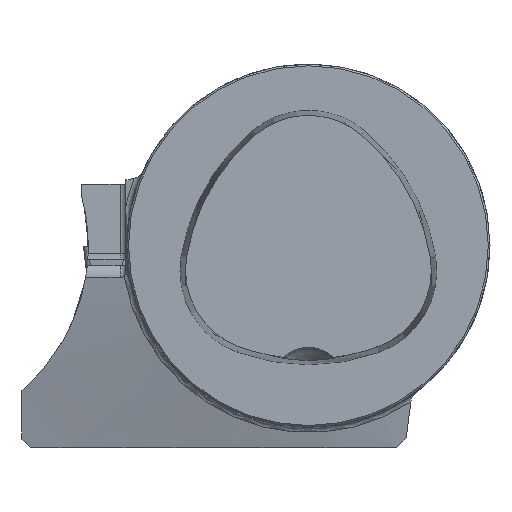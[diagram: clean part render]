
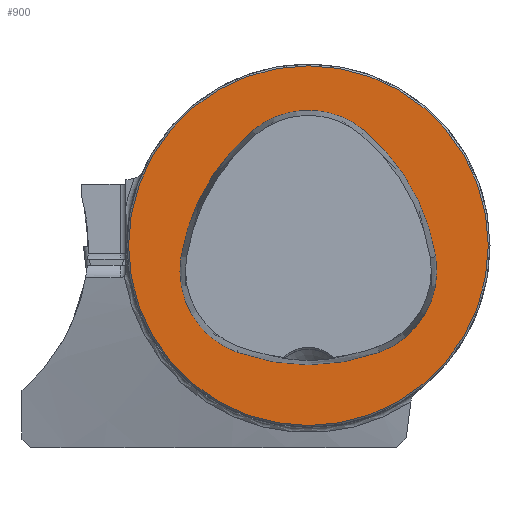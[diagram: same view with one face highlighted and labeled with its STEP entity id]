
A CAD part, top view. The second image highlights one B-rep face of the part: STEP entity #900.
In plain terms, the highlighted planar face has unit normal (0, 0, 1).
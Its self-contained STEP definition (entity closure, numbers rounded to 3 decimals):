
#132=FACE_BOUND('',#1255,.T.);
#133=FACE_BOUND('',#1256,.T.);
#236=PLANE('',#3536);
#900=ADVANCED_FACE('CU_FL_N1_SU_1',(#132,#133),#236,.T.);
#1255=EDGE_LOOP('',(#1730,#1731,#1732,#1733,#1734,#1735));
#1256=EDGE_LOOP('',(#1736));
#1408=CIRCLE('',#3527,36.075);
#1410=CIRCLE('',#3530,36.075);
#1411=CIRCLE('',#3531,15.075);
#1412=CIRCLE('',#3532,36.075);
#1413=CIRCLE('',#3533,15.075);
#1414=CIRCLE('',#3534,15.075);
#1415=CIRCLE('',#3535,31.2);
#1730=ORIENTED_EDGE('',*,*,#2928,.F.);
#1731=ORIENTED_EDGE('',*,*,#2929,.F.);
#1732=ORIENTED_EDGE('',*,*,#2930,.F.);
#1733=ORIENTED_EDGE('',*,*,#2931,.F.);
#1734=ORIENTED_EDGE('',*,*,#2925,.F.);
#1735=ORIENTED_EDGE('',*,*,#2932,.F.);
#1736=ORIENTED_EDGE('',*,*,#2933,.T.);
#2560=VERTEX_POINT('',#5333);
#2561=VERTEX_POINT('',#5335);
#2563=VERTEX_POINT('',#5341);
#2564=VERTEX_POINT('',#5342);
#2565=VERTEX_POINT('',#5344);
#2566=VERTEX_POINT('',#5346);
#2567=VERTEX_POINT('',#5350);
#2925=EDGE_CURVE('',#2560,#2561,#1408,.T.);
#2928=EDGE_CURVE('',#2563,#2564,#1410,.T.);
#2929=EDGE_CURVE('',#2565,#2563,#1411,.T.);
#2930=EDGE_CURVE('',#2566,#2565,#1412,.T.);
#2931=EDGE_CURVE('',#2561,#2566,#1413,.T.);
#2932=EDGE_CURVE('',#2564,#2560,#1414,.T.);
#2933=EDGE_CURVE('',#2567,#2567,#1415,.T.);
#3527=AXIS2_PLACEMENT_3D('',#5334,#3949,#3950);
#3530=AXIS2_PLACEMENT_3D('',#5340,#3956,#3957);
#3531=AXIS2_PLACEMENT_3D('',#5343,#3958,#3959);
#3532=AXIS2_PLACEMENT_3D('',#5345,#3960,#3961);
#3533=AXIS2_PLACEMENT_3D('',#5347,#3962,#3963);
#3534=AXIS2_PLACEMENT_3D('',#5348,#3964,#3965);
#3535=AXIS2_PLACEMENT_3D('',#5349,#3966,#3967);
#3536=AXIS2_PLACEMENT_3D('',#5351,#3968,#3969);
#3949=DIRECTION('',(0.,0.,1.));
#3950=DIRECTION('',(1.,0.,0.));
#3956=DIRECTION('',(0.,0.,1.));
#3957=DIRECTION('',(1.,0.,0.));
#3958=DIRECTION('',(0.,0.,1.));
#3959=DIRECTION('',(1.,0.,0.));
#3960=DIRECTION('',(0.,0.,1.));
#3961=DIRECTION('',(1.,0.,0.));
#3962=DIRECTION('',(0.,0.,1.));
#3963=DIRECTION('',(1.,0.,0.));
#3964=DIRECTION('',(0.,0.,1.));
#3965=DIRECTION('',(1.,0.,0.));
#3966=DIRECTION('',(0.,0.,1.));
#3967=DIRECTION('',(1.,0.,0.));
#3968=DIRECTION('',(0.,0.,1.));
#3969=DIRECTION('',(1.,0.,0.));
#5333=CARTESIAN_POINT('',(-12.368,-18.489,0.));
#5334=CARTESIAN_POINT('',(0.,15.4,0.));
#5335=CARTESIAN_POINT('',(12.368,-18.489,0.));
#5340=CARTESIAN_POINT('',(13.535,-7.656,0.));
#5341=CARTESIAN_POINT('',(-9.716,19.927,0.));
#5342=CARTESIAN_POINT('',(-22.084,-1.937,0.));
#5343=CARTESIAN_POINT('',(0.,8.4,0.));
#5344=CARTESIAN_POINT('',(9.716,19.927,0.));
#5345=CARTESIAN_POINT('',(-13.535,-7.656,0.));
#5346=CARTESIAN_POINT('',(22.084,-1.937,0.));
#5347=CARTESIAN_POINT('',(7.2,-4.327,0.));
#5348=CARTESIAN_POINT('',(-7.2,-4.327,0.));
#5349=CARTESIAN_POINT('',(0.,0.,0.));
#5350=CARTESIAN_POINT('',(31.2,0.,0.));
#5351=CARTESIAN_POINT('',(0.,0.,0.));
